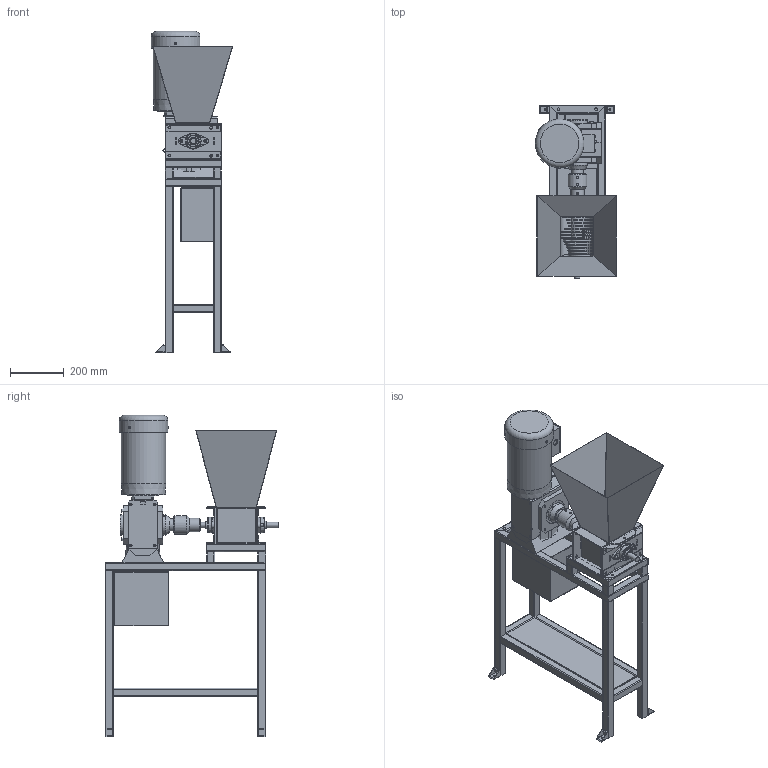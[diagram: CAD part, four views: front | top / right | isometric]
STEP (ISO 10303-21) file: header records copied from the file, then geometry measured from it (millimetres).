
FILE_DESCRIPTION(/* description */ (''),/* implementation_level */ '2;1');
FILE_NAME(/* name */ 'pp_shreader v1.step',/* time_stamp */ '2020-05-22T13:26:41-05:00',/* author */ (''),/* organization */ (''),/* preprocessor_version */ 'ST-DEVELOPER v18.1',/* originating_system */ 'Autodesk Translation Framework v9.3.0.1241',/* authorisation */ '');
FILE_SCHEMA (('AUTOMOTIVE_DESIGN { 1 0 10303 214 3 1 1 }'));
Length unit declared in the file: millimetre
Products named in the file (103): pp_shreader; Assembly; Frame; Tube 30x30x3; Tube 30x30x3 (1); Tube 30x30x3 (2); Tube 30x30x3 (2) (1); Tube 30x30x3 (2) (2); Tube 30x30x3 (4); Tube 30x30x3 (3); Tube 30x30x3 (4) (1); Tube 30x30x3_1; Tube 30x30x3 (6); Tube 30x30x3 (1) (1) (1); Flat 30x30x3; Wood; Hopper; Side; Front; Front(Mirror); Side(Mirror); Bracket; Shredding; Shaft; Shaft_1; Spacer (1); Spacer; 01.04.09 bearingspacer 3mm 2x; 01.04.09 Bearingspacer 3mm 2x_1; 01.04.02 spacer 6mm; 01.04.02 spacer 6mm_1; Messet; 01.04.05 Knife 3 5mm; 01.04.05 Knife 3 5mm (1); 01.04.03; 01.04.03 Knife 1 5mm; 01.04.04; 01.04.04 Knife 5mm 2; tegenmessen; kladsettegenmessenrin ...
Assembly tree (184 placements, depth 7):
  pp_shreader
    Assembly
      Frame
        Tube 30x30x3  x2
        Tube 30x30x3 (1)  x2
        Tube 30x30x3 (1) (1) (1)  x2
        Tube 30x30x3 (2)  x2
        Tube 30x30x3 (2) (1)  x2
        Tube 30x30x3 (2) (2)  x4
        Tube 30x30x3 (3)  x2
        Tube 30x30x3 (4)  x2
        Tube 30x30x3 (4) (1)
        Tube 30x30x3_1  x2
        Tube 30x30x3 (6)  x4
        Flat 30x30x3  x2
        Wood
      Hopper
        Side
        Front
        Front(Mirror)
        Side(Mirror)
        Bracket  x2
      Shredding
        Shaft
          Shaft_1
          Spacer (1)
            01.04.09 bearingspacer 3mm 2x
              01.04.09 Bearingspacer 3mm 2x_1
            01.04.02 spacer 6mm
              01.04.02 spacer 6mm_1
          Spacer
            01.04.09 bearingspacer 3mm 2x
              01.04.09 Bearingspacer 3mm 2x_1
            01.04.02 spacer 6mm
              01.04.02 spacer 6mm_1
        Messet
          01.04.03  x5
            01.04.03 Knife 1 5mm
          01.04.04  x5
            01.04.04 Knife 5mm 2
          01.04.05 Knife 3 5mm  x4
            01.04.05 Knife 3 5mm (1)
        tegenmessen
          kladsettegenmessenrin
            01.04.06 Spacer 6mm 
              01.04.06 Spacer 6mm
            01.04.07 Counterknife small 6mm 15x
              01.04.07 Counterknife small 6m 15x
            .1.04.08 CounterKnife Big 5mm 13x
              01.04.08 CounterknifBig 5mm 13x
          kladsettegenmessenrin_1
            01.04.06 Spacer 6mm 
              01.04.06 Spacer 6mm
            01.04.07 Counterknife small 6mm 15x
              01.04.07 Counterknife small 6m 15x
            .1.04.08 CounterKnife Big 5mm 13x
              01.04.08 CounterknifBig 5mm 13x
          kladsettegenmessenrin_2
            01.04.06 Spacer 6mm 
              01.04.06 Spacer 6mm
Bounding box: 304.02 x 648.52 x 1199.21 mm (x, y, z)
Volume: 21709111.5 mm3; surface area: 3633584.7 mm2
Topology: 132 solids, 146 shells, 2608 faces, 6565 edges, 4362 vertices
Faces by surface type: plane 1713, cylinder 719, cone 129, torus 22, sphere 21, bspline 4
Full cylindrical faces by diameter (mm): 0.8 x8, 4.234 x4, 4.369 x2, 4.918 x2, 5.495 x10, 5.5 x4, 5.588 x4, 6 x14, 6.441 x8, 6.706 x5, 6.779 x2, 7.264 x8, 7.805 x4, 7.823 x4, 8.179 x6, 8.255 x3, 8.382 x4, 8.5 x8, 8.526 x2, 9 x28, 9.416 x8, 10 x6, 10.049 x1, 10.5 x66, 12 x4, 17.526 x4, 20 x7, 20.2 x4, 22.352 x1, 24.892 x1
Entity records: 49847 total; most frequent: CARTESIAN_POINT 9578, DIRECTION 8071, ORIENTED_EDGE 7358, EDGE_CURVE 3679, AXIS2_PLACEMENT_3D 2780, LINE 2511, VECTOR 2511, VERTEX_POINT 2454
